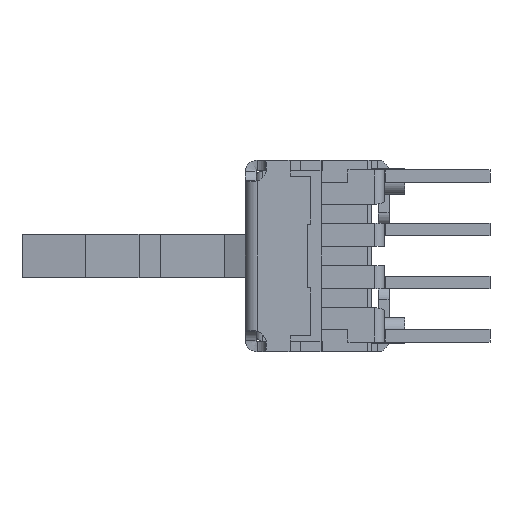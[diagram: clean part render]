
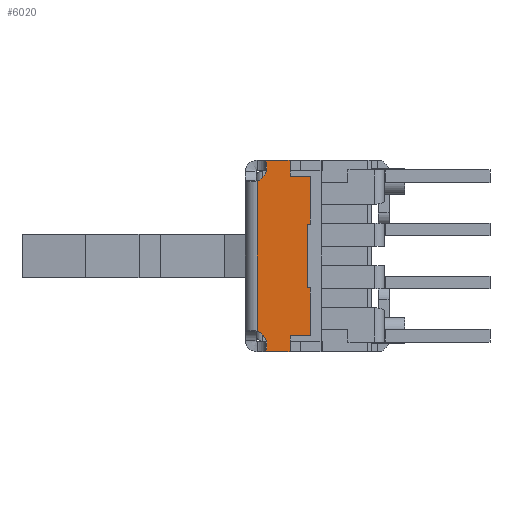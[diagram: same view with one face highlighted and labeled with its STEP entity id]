
A CAD part, left-side view. The second image highlights one B-rep face of the part: STEP entity #6020.
In plain terms, the highlighted planar face has unit normal (-1, 0, 0).
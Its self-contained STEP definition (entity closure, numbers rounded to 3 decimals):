
#210 = EDGE_CURVE ( 'NONE', #4248, #1590, #9851, .T. ) ;
#437 = CARTESIAN_POINT ( 'NONE',  ( -17.5, 4.6, -1.5 ) ) ;
#525 = ORIENTED_EDGE ( 'NONE', *, *, #3187, .F. ) ;
#583 = LINE ( 'NONE', #2626, #12591 ) ;
#877 = VERTEX_POINT ( 'NONE', #14817 ) ;
#963 = CARTESIAN_POINT ( 'NONE',  ( -17.5, 7.186, 4.186 ) ) ;
#1064 = CARTESIAN_POINT ( 'NONE',  ( -17.5, 5.4, -4.5 ) ) ;
#1104 = CARTESIAN_POINT ( 'NONE',  ( -17.5, 4.45, 0. ) ) ;
#1143 = CARTESIAN_POINT ( 'NONE',  ( -17.5, 4.6, -1.5 ) ) ;
#1261 = DIRECTION ( 'NONE',  ( 0., 0., 1. ) ) ;
#1308 = VERTEX_POINT ( 'NONE', #1352 ) ;
#1352 = CARTESIAN_POINT ( 'NONE',  ( -17.5, 6.56, -4.5 ) ) ;
#1457 = EDGE_CURVE ( 'NONE', #4257, #9101, #5291, .T. ) ;
#1538 = VECTOR ( 'NONE', #8275, 1000. ) ;
#1590 = VERTEX_POINT ( 'NONE', #13932 ) ;
#1789 = ORIENTED_EDGE ( 'NONE', *, *, #8334, .T. ) ;
#1867 = DIRECTION ( 'NONE',  ( 0., 0., 1. ) ) ;
#2545 = VECTOR ( 'NONE', #7936, 1000. ) ;
#2626 = CARTESIAN_POINT ( 'NONE',  ( -17.5, 4.45, 3.75 ) ) ;
#2729 = ORIENTED_EDGE ( 'NONE', *, *, #11951, .T. ) ;
#3187 = EDGE_CURVE ( 'NONE', #9101, #6906, #12579, .T. ) ;
#3271 = ORIENTED_EDGE ( 'NONE', *, *, #8596, .T. ) ;
#3296 = LINE ( 'NONE', #12058, #5519 ) ;
#3307 = DIRECTION ( 'NONE',  ( 0., -1., 0. ) ) ;
#3394 = VECTOR ( 'NONE', #10890, 1000. ) ;
#3454 = DIRECTION ( 'NONE',  ( 0., 1., 0. ) ) ;
#3455 = VERTEX_POINT ( 'NONE', #12690 ) ;
#3459 = CARTESIAN_POINT ( 'NONE',  ( -17.5, 5.4, 4.5 ) ) ;
#3594 = DIRECTION ( 'NONE',  ( -1., 0., 0. ) ) ;
#3650 = DIRECTION ( 'NONE',  ( 0., -1., 0. ) ) ;
#3699 = EDGE_CURVE ( 'NONE', #14582, #10935, #12734, .T. ) ;
#3722 = VECTOR ( 'NONE', #12011, 1000. ) ;
#3865 = DIRECTION ( 'NONE',  ( 0., 1., 0. ) ) ;
#4029 = DIRECTION ( 'NONE',  ( 0., -1., 0. ) ) ;
#4045 = CARTESIAN_POINT ( 'NONE',  ( -17.5, 6.95, -3.526 ) ) ;
#4248 = VERTEX_POINT ( 'NONE', #437 ) ;
#4257 = VERTEX_POINT ( 'NONE', #4045 ) ;
#4410 = AXIS2_PLACEMENT_3D ( 'NONE', #963, #3594, #11983 ) ;
#4488 = LINE ( 'NONE', #7366, #6940 ) ;
#5018 = DIRECTION ( 'NONE',  ( 0., -1., 0. ) ) ;
#5291 = LINE ( 'NONE', #9022, #6422 ) ;
#5519 = VECTOR ( 'NONE', #8377, 1000. ) ;
#6020 = ADVANCED_FACE ( 'NONE', ( #10911 ), #9778, .F. ) ;
#6071 = EDGE_CURVE ( 'NONE', #6906, #3455, #14483, .T. ) ;
#6299 = CARTESIAN_POINT ( 'NONE',  ( -17.5, 6.95, 3.526 ) ) ;
#6422 = VECTOR ( 'NONE', #1867, 1000. ) ;
#6505 = EDGE_CURVE ( 'NONE', #14298, #13023, #11098, .T. ) ;
#6559 = LINE ( 'NONE', #1143, #3394 ) ;
#6701 = LINE ( 'NONE', #11902, #11038 ) ;
#6795 = EDGE_CURVE ( 'NONE', #10935, #14298, #583, .T. ) ;
#6898 = CARTESIAN_POINT ( 'NONE',  ( -17.5, 5.4, -4.5 ) ) ;
#6906 = VERTEX_POINT ( 'NONE', #9977 ) ;
#6940 = VECTOR ( 'NONE', #3650, 1000. ) ;
#7222 = CARTESIAN_POINT ( 'NONE',  ( -17.5, 7.186, -4.186 ) ) ;
#7264 = EDGE_CURVE ( 'NONE', #877, #4248, #6559, .T. ) ;
#7350 = DIRECTION ( 'NONE',  ( 0., 1., 0. ) ) ;
#7366 = CARTESIAN_POINT ( 'NONE',  ( -17.5, 6.95, 4.5 ) ) ;
#7479 = VECTOR ( 'NONE', #1261, 1000. ) ;
#7936 = DIRECTION ( 'NONE',  ( 0., 0., 1. ) ) ;
#8254 = ORIENTED_EDGE ( 'NONE', *, *, #7264, .T. ) ;
#8275 = DIRECTION ( 'NONE',  ( 0., 0., 1. ) ) ;
#8334 = EDGE_CURVE ( 'NONE', #4257, #1308, #13686, .T. ) ;
#8377 = DIRECTION ( 'NONE',  ( 0., 0., 1. ) ) ;
#8529 = AXIS2_PLACEMENT_3D ( 'NONE', #7222, #15443, #3454 ) ;
#8548 = ORIENTED_EDGE ( 'NONE', *, *, #210, .T. ) ;
#8596 = EDGE_CURVE ( 'NONE', #9300, #9321, #15339, .T. ) ;
#8747 = ORIENTED_EDGE ( 'NONE', *, *, #1457, .F. ) ;
#8800 = EDGE_LOOP ( 'NONE', ( #3271, #10193, #13384, #8254, #8548, #2729, #11106, #9385, #14003, #13970, #9113, #525, #8747, #1789, #12235 ) ) ;
#9022 = CARTESIAN_POINT ( 'NONE',  ( -17.5, 6.95, 4.5 ) ) ;
#9101 = VERTEX_POINT ( 'NONE', #6299 ) ;
#9113 = ORIENTED_EDGE ( 'NONE', *, *, #6071, .F. ) ;
#9300 = VERTEX_POINT ( 'NONE', #1064 ) ;
#9321 = VERTEX_POINT ( 'NONE', #9464 ) ;
#9385 = ORIENTED_EDGE ( 'NONE', *, *, #6795, .T. ) ;
#9464 = CARTESIAN_POINT ( 'NONE',  ( -17.5, 5.4, -3.75 ) ) ;
#9547 = VECTOR ( 'NONE', #12832, 1000. ) ;
#9778 = PLANE ( 'NONE',  #11665 ) ;
#9796 = CARTESIAN_POINT ( 'NONE',  ( -17.5, 4.45, 3.75 ) ) ;
#9851 = LINE ( 'NONE', #13928, #2545 ) ;
#9936 = CARTESIAN_POINT ( 'NONE',  ( -17.5, 6.95, -4.5 ) ) ;
#9977 = CARTESIAN_POINT ( 'NONE',  ( -17.5, 6.486, 4.186 ) ) ;
#10144 = EDGE_CURVE ( 'NONE', #11083, #877, #3296, .T. ) ;
#10193 = ORIENTED_EDGE ( 'NONE', *, *, #12003, .T. ) ;
#10485 = LINE ( 'NONE', #12157, #3722 ) ;
#10874 = EDGE_CURVE ( 'NONE', #3455, #13023, #4488, .T. ) ;
#10890 = DIRECTION ( 'NONE',  ( 0., 1., 0. ) ) ;
#10911 = FACE_OUTER_BOUND ( 'NONE', #8800, .T. ) ;
#10935 = VERTEX_POINT ( 'NONE', #9796 ) ;
#11038 = VECTOR ( 'NONE', #3307, 1000. ) ;
#11074 = DIRECTION ( 'NONE',  ( -1., 0., 0. ) ) ;
#11083 = VERTEX_POINT ( 'NONE', #11136 ) ;
#11098 = LINE ( 'NONE', #3459, #1538 ) ;
#11106 = ORIENTED_EDGE ( 'NONE', *, *, #3699, .T. ) ;
#11136 = CARTESIAN_POINT ( 'NONE',  ( -17.5, 4.45, -3.75 ) ) ;
#11156 = CARTESIAN_POINT ( 'NONE',  ( -17.5, 4.45, 1.5 ) ) ;
#11665 = AXIS2_PLACEMENT_3D ( 'NONE', #12119, #14540, #7350 ) ;
#11902 = CARTESIAN_POINT ( 'NONE',  ( -17.5, 4.6, 1.5 ) ) ;
#11951 = EDGE_CURVE ( 'NONE', #1590, #14582, #6701, .T. ) ;
#11983 = DIRECTION ( 'NONE',  ( 0., -1., 0. ) ) ;
#12003 = EDGE_CURVE ( 'NONE', #9321, #11083, #10485, .T. ) ;
#12011 = DIRECTION ( 'NONE',  ( 0., -1., 0. ) ) ;
#12058 = CARTESIAN_POINT ( 'NONE',  ( -17.5, 4.45, 0. ) ) ;
#12119 = CARTESIAN_POINT ( 'NONE',  ( -17.5, 0., 0. ) ) ;
#12157 = CARTESIAN_POINT ( 'NONE',  ( -17.5, 4.45, -3.75 ) ) ;
#12235 = ORIENTED_EDGE ( 'NONE', *, *, #13143, .T. ) ;
#12323 = CARTESIAN_POINT ( 'NONE',  ( -17.5, 7.186, 4.186 ) ) ;
#12579 = CIRCLE ( 'NONE', #4410, 0.7 ) ;
#12591 = VECTOR ( 'NONE', #3865, 1000. ) ;
#12690 = CARTESIAN_POINT ( 'NONE',  ( -17.5, 6.56, 4.5 ) ) ;
#12734 = LINE ( 'NONE', #1104, #7479 ) ;
#12832 = DIRECTION ( 'NONE',  ( 0., 0., 1. ) ) ;
#13001 = CARTESIAN_POINT ( 'NONE',  ( -17.5, 5.4, 3.75 ) ) ;
#13023 = VERTEX_POINT ( 'NONE', #13242 ) ;
#13143 = EDGE_CURVE ( 'NONE', #1308, #9300, #15119, .T. ) ;
#13242 = CARTESIAN_POINT ( 'NONE',  ( -17.5, 5.4, 4.5 ) ) ;
#13384 = ORIENTED_EDGE ( 'NONE', *, *, #10144, .T. ) ;
#13686 = CIRCLE ( 'NONE', #8529, 0.7 ) ;
#13928 = CARTESIAN_POINT ( 'NONE',  ( -17.5, 4.6, -1.5 ) ) ;
#13932 = CARTESIAN_POINT ( 'NONE',  ( -17.5, 4.6, 1.5 ) ) ;
#13970 = ORIENTED_EDGE ( 'NONE', *, *, #10874, .F. ) ;
#14003 = ORIENTED_EDGE ( 'NONE', *, *, #6505, .T. ) ;
#14213 = VECTOR ( 'NONE', #4029, 1000. ) ;
#14298 = VERTEX_POINT ( 'NONE', #13001 ) ;
#14483 = CIRCLE ( 'NONE', #14860, 0.7 ) ;
#14540 = DIRECTION ( 'NONE',  ( 1., 0., 0. ) ) ;
#14582 = VERTEX_POINT ( 'NONE', #11156 ) ;
#14817 = CARTESIAN_POINT ( 'NONE',  ( -17.5, 4.45, -1.5 ) ) ;
#14860 = AXIS2_PLACEMENT_3D ( 'NONE', #12323, #11074, #5018 ) ;
#15119 = LINE ( 'NONE', #9936, #14213 ) ;
#15339 = LINE ( 'NONE', #6898, #9547 ) ;
#15443 = DIRECTION ( 'NONE',  ( 1., 0., 0. ) ) ;
